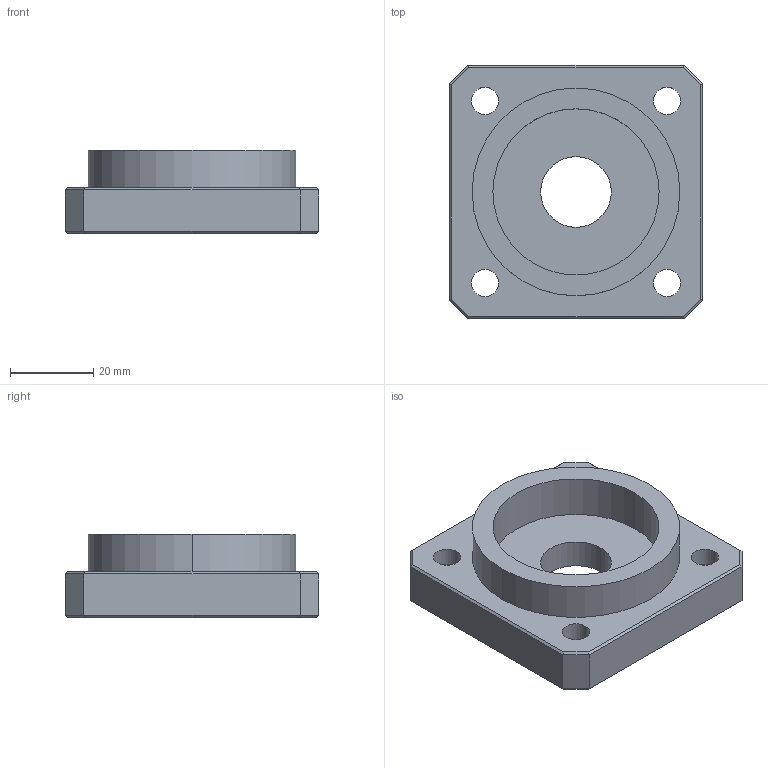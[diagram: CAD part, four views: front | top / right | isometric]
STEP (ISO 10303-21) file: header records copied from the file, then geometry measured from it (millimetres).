
FILE_DESCRIPTION (( 'STEP AP214' ), '1' );
FILE_NAME ('B610 Îïîðà õîäîâîãî âèíòà FF-17.STEP', '2026-02-09T10:06:09', ( '' ), ( '' ), 'SwSTEP 2.0', 'SolidWorks 2026', '' );
FILE_SCHEMA (( 'AUTOMOTIVE_DESIGN' ));
Length unit declared in the file: millimetre
Products named in the file (1): B610 Опора ходового винта FF-17
Bounding box: 61 x 61 x 20 mm (x, y, z)
Volume: 37087.1 mm3; surface area: 15516.1 mm2
Topology: 2 solids, 2 shells, 57 faces, 128 edges, 80 vertices
Faces by surface type: plane 33, cylinder 24
Entity records: 1638 total; most frequent: DIRECTION 292, CARTESIAN_POINT 266, ORIENTED_EDGE 256, EDGE_CURVE 128, AXIS2_PLACEMENT_3D 106, VERTEX_POINT 80, VECTOR 80, LINE 80
